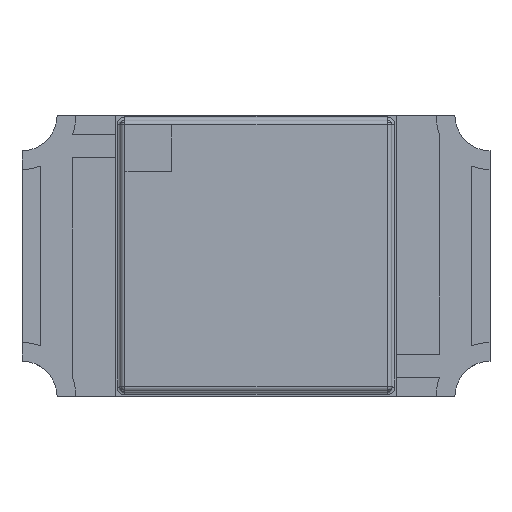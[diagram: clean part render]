
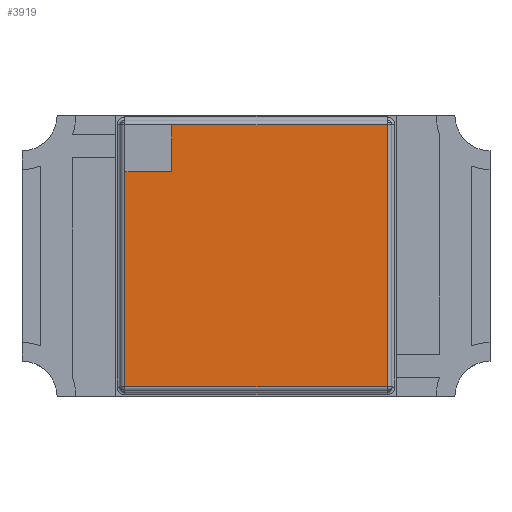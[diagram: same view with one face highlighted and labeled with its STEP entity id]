
A CAD part, top view. The second image highlights one B-rep face of the part: STEP entity #3919.
In plain terms, the highlighted planar face has unit normal (0, 0, 1).
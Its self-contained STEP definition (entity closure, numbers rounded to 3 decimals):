
#2830=VERTEX_POINT('NONE',#2831);
#2831=CARTESIAN_POINT('',(-0.28,-0.28,0.17));
#3016=VERTEX_POINT('NONE',#3017);
#3017=CARTESIAN_POINT('',(0.28,-0.28,0.17));
#3744=EDGE_CURVE('NONE',#2830,#3745,#3747,.T.);
#3745=VERTEX_POINT('NONE',#3746);
#3746=CARTESIAN_POINT('',(-0.28,0.28,0.17));
#3747=LINE('',#3748,#3749);
#3748=CARTESIAN_POINT('',(-0.28,0.145,0.17));
#3749=VECTOR('',#3750,1.0);
#3750=DIRECTION('',(0.0,1.0,0.0));
#3800=EDGE_CURVE('NONE',#3745,#3801,#3803,.T.);
#3801=VERTEX_POINT('NONE',#3802);
#3802=CARTESIAN_POINT('',(0.28,0.28,0.17));
#3803=LINE('',#3804,#3805);
#3804=CARTESIAN_POINT('',(0.145,0.28,0.17));
#3805=VECTOR('',#3806,1.0);
#3806=DIRECTION('',(1.0,0.,0.0));
#3858=EDGE_CURVE('NONE',#3801,#3016,#3859,.T.);
#3859=LINE('',#3860,#3861);
#3860=CARTESIAN_POINT('',(0.28,-0.145,0.17));
#3861=VECTOR('',#3862,1.0);
#3862=DIRECTION('',(0.0,-1.0,0.0));
#3905=EDGE_CURVE('NONE',#3016,#2830,#3906,.T.);
#3906=LINE('',#3907,#3908);
#3907=CARTESIAN_POINT('',(-0.145,-0.28,0.17));
#3908=VECTOR('',#3909,1.0);
#3909=DIRECTION('',(-1.0,0.0,0.0));
#3919=ADVANCED_FACE('NONE',(#3920),#3926,.T.);
#3920=FACE_BOUND('NONE',#3921,.T.);
#3921=EDGE_LOOP('',(#3922,#3923,#3924,#3925));
#3922=ORIENTED_EDGE('',*,*,#3744,.F.);
#3923=ORIENTED_EDGE('',*,*,#3905,.F.);
#3924=ORIENTED_EDGE('',*,*,#3858,.F.);
#3925=ORIENTED_EDGE('',*,*,#3800,.F.);
#3926=PLANE('',#3927);
#3927=AXIS2_PLACEMENT_3D('',#3928,#3929,#3930);
#3928=CARTESIAN_POINT('',(0.0,0.,0.17));
#3929=DIRECTION('',(0.0,0.0,1.0));
#3930=DIRECTION('',(1.0,0.0,0.0));
